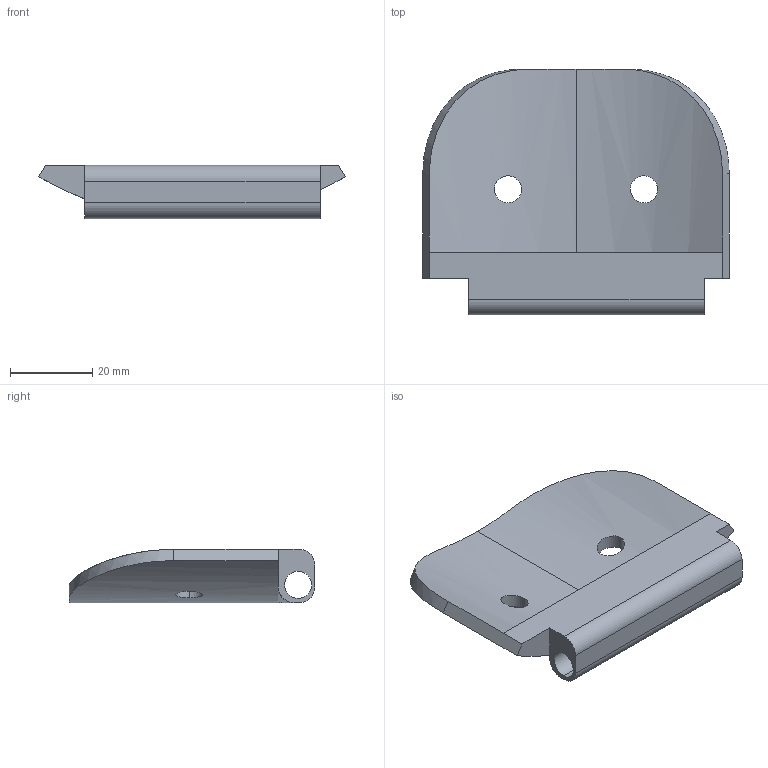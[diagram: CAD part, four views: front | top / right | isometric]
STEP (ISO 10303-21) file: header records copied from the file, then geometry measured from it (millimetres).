
FILE_DESCRIPTION (( 'STEP AP214' ), '1' );
FILE_NAME ('new_hinge.STEP', '2024-09-05T01:38:26', ( '' ), ( '' ), 'SwSTEP 2.0', 'SolidWorks 2024', '' );
FILE_SCHEMA (( 'AUTOMOTIVE_DESIGN' ));
Length unit declared in the file: inch
Products named in the file (1): new_hinge
Bounding box: 74.4 x 59.69 x 12.92 mm (x, y, z)
Volume: 18354.8 mm3; surface area: 11180.5 mm2
Topology: 1 solids, 1 shells, 31 faces, 81 edges, 50 vertices
Faces by surface type: cylinder 16, plane 13, bspline 2
Entity records: 1398 total; most frequent: CARTESIAN_POINT 623, ORIENTED_EDGE 158, DIRECTION 149, EDGE_CURVE 79, AXIS2_PLACEMENT_3D 54, VERTEX_POINT 50, LINE 41, VECTOR 41
